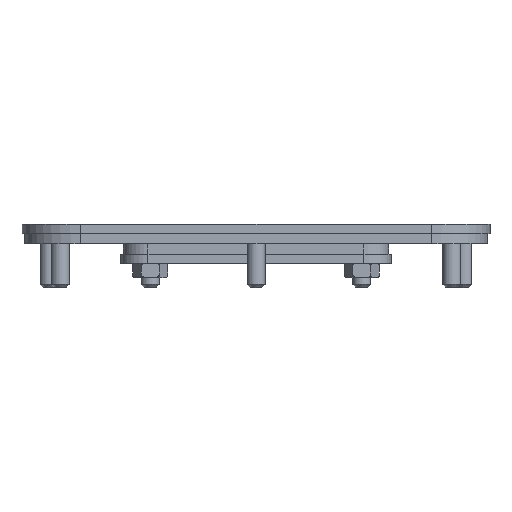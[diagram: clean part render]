
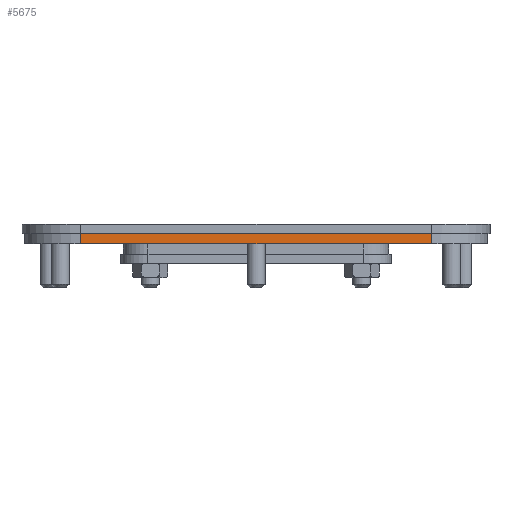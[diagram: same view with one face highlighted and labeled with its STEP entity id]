
A CAD part, left-side view. The second image highlights one B-rep face of the part: STEP entity #5675.
In plain terms, the highlighted planar face has unit normal (-1, 0, 0).
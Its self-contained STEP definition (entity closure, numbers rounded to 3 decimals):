
#1470=ORIENTED_EDGE('',*,*,#2370,.F.);
#1471=ORIENTED_EDGE('',*,*,#2371,.T.);
#1472=ORIENTED_EDGE('',*,*,#2372,.T.);
#1473=ORIENTED_EDGE('',*,*,#2373,.T.);
#2370=EDGE_CURVE('',#2944,#2945,#3264,.T.);
#2371=EDGE_CURVE('',#2944,#2946,#3265,.F.);
#2372=EDGE_CURVE('',#2946,#2947,#3266,.T.);
#2373=EDGE_CURVE('',#2947,#2945,#3267,.T.);
#2944=VERTEX_POINT('',#9538);
#2945=VERTEX_POINT('',#9539);
#2946=VERTEX_POINT('',#9541);
#2947=VERTEX_POINT('',#9543);
#3264=LINE('',#9537,#3334);
#3265=LINE('',#9540,#3335);
#3266=LINE('',#9542,#3336);
#3267=LINE('',#9544,#3337);
#3334=VECTOR('',#7864,1000.);
#3335=VECTOR('',#7865,1000.);
#3336=VECTOR('',#7866,1000.);
#3337=VECTOR('',#7867,1000.);
#3856=EDGE_LOOP('',(#1470,#1471,#1472,#1473));
#4856=FACE_BOUND('',#3856,.T.);
#5447=PLANE('',#6485);
#5675=ADVANCED_FACE('',(#4856),#5447,.T.);
#6485=AXIS2_PLACEMENT_3D('',#9536,#7862,#7863);
#7862=DIRECTION('',(-1.,0.,0.));
#7863=DIRECTION('',(0.,0.,1.));
#7864=DIRECTION('',(0.,-1.,0.));
#7865=DIRECTION('',(0.,0.,1.));
#7866=DIRECTION('',(0.,-1.,0.));
#7867=DIRECTION('',(0.,0.,1.));
#9536=CARTESIAN_POINT('',(-111.5,51.5,-2.3));
#9537=CARTESIAN_POINT('',(-111.5,51.5,0.));
#9538=CARTESIAN_POINT('',(-111.5,39.,0.));
#9539=CARTESIAN_POINT('',(-111.5,-39.,0.));
#9540=CARTESIAN_POINT('',(-111.5,39.,-2.3));
#9541=CARTESIAN_POINT('',(-111.5,39.,-2.3));
#9542=CARTESIAN_POINT('',(-111.5,51.5,-2.3));
#9543=CARTESIAN_POINT('',(-111.5,-39.,-2.3));
#9544=CARTESIAN_POINT('',(-111.5,-39.,-2.3));
